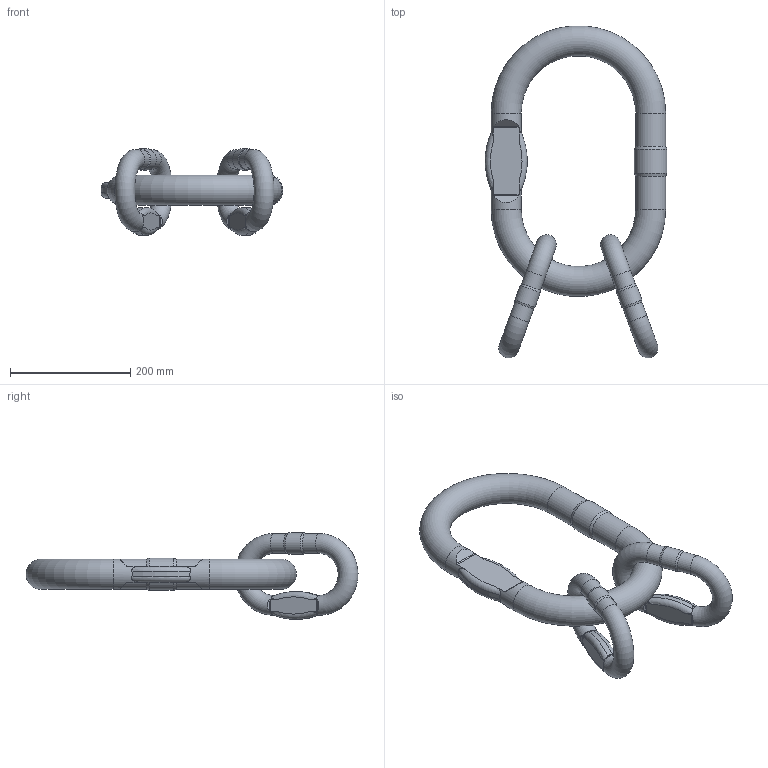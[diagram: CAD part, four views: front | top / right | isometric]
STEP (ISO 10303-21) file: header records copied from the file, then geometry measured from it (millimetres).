
FILE_DESCRIPTION(/* description */ (''),/* implementation_level */ '2;1');
FILE_NAME(/* name */ 'pewag_VW_19-20',/* time_stamp */ '2010-02-23T10:22:19+01:00',/* author */ (''),/* organization */ (''),/* preprocessor_version */ 'ST-DEVELOPER v9',/* originating_system */ 'UGS - NX 4.0',/* authorisation */ '');
FILE_SCHEMA (('AUTOMOTIVE_DESIGN { 1 0 10303 214 1 1 1 1 }'));
Length unit declared in the file: millimetre
Products named in the file (1): ritEE04a5kf
Bounding box: 301.75 x 551.63 x 143.58 mm (x, y, z)
Volume: 2923610.1 mm3; surface area: 273842.5 mm2
Topology: 3 solids, 3 shells, 95 faces, 271 edges, 176 vertices
Faces by surface type: cylinder 53, torus 18, plane 18, cone 6
Full cylindrical faces by diameter (mm): 33 x4, 35.475 x2, 50 x4, 53.75 x1
Entity records: 3504 total; most frequent: CARTESIAN_POINT 1204, ORIENTED_EDGE 496, DIRECTION 424, EDGE_CURVE 248, AXIS2_PLACEMENT_3D 188, VERTEX_POINT 176, EDGE_LOOP 118, B_SPLINE_CURVE_WITH_KNOTS 108
